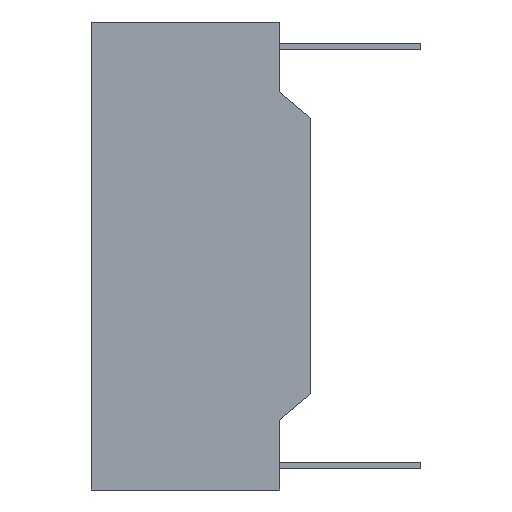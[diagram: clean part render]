
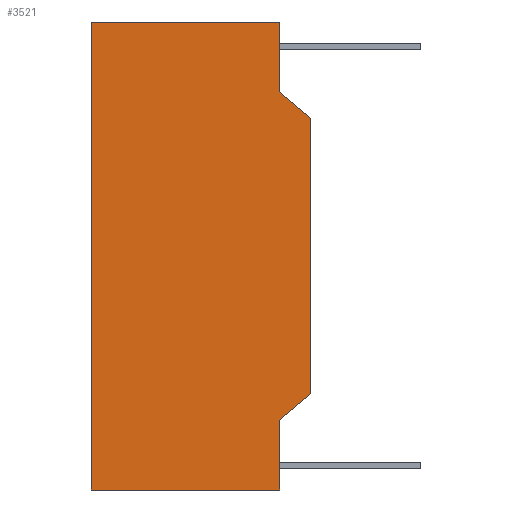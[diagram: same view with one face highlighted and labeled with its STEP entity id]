
A CAD part, left-side view. The second image highlights one B-rep face of the part: STEP entity #3521.
In plain terms, the highlighted planar face has unit normal (-1, 0, 0).
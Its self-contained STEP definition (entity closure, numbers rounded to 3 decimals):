
#46 = EDGE_CURVE ( 'NONE', #1377, #24830, #3068, .T. ) ;
#282 = DIRECTION ( 'NONE',  ( 0., 0., -1. ) ) ;
#283 = ORIENTED_EDGE ( 'NONE', *, *, #6610, .T. ) ;
#1219 = EDGE_CURVE ( 'NONE', #3224, #24830, #26417, .T. ) ;
#1309 = CARTESIAN_POINT ( 'NONE',  ( -12.5, 0., -8.51 ) ) ;
#1377 = VERTEX_POINT ( 'NONE', #9104 ) ;
#2034 = DIRECTION ( 'NONE',  ( 0., 0., -1. ) ) ;
#2902 = DIRECTION ( 'NONE',  ( -1., 0., 0. ) ) ;
#2979 = LINE ( 'NONE', #9588, #19364 ) ;
#3068 = LINE ( 'NONE', #21475, #8118 ) ;
#3224 = VERTEX_POINT ( 'NONE', #1309 ) ;
#3521 = ADVANCED_FACE ( 'NONE', ( #17450 ), #19922, .T. ) ;
#3685 = VECTOR ( 'NONE', #4308, 1000. ) ;
#4263 = EDGE_CURVE ( 'NONE', #15474, #3224, #5987, .T. ) ;
#4308 = DIRECTION ( 'NONE',  ( 0., -1., 0. ) ) ;
#4794 = LINE ( 'NONE', #24985, #26219 ) ;
#5232 = CARTESIAN_POINT ( 'NONE',  ( -12.5, -6.86, 8.51 ) ) ;
#5259 = LINE ( 'NONE', #25155, #16669 ) ;
#5952 = CARTESIAN_POINT ( 'NONE',  ( -12.5, -6.86, 5.967 ) ) ;
#5987 = LINE ( 'NONE', #10452, #22370 ) ;
#6610 = EDGE_CURVE ( 'NONE', #26344, #15474, #10992, .T. ) ;
#8118 = VECTOR ( 'NONE', #282, 1000. ) ;
#8249 = EDGE_CURVE ( 'NONE', #26344, #25442, #4794, .T. ) ;
#9074 = CARTESIAN_POINT ( 'NONE',  ( -12.5, 0., 8.51 ) ) ;
#9104 = CARTESIAN_POINT ( 'NONE',  ( -12.5, -6.86, -5.967 ) ) ;
#9384 = EDGE_CURVE ( 'NONE', #1377, #22531, #20082, .T. ) ;
#9588 = CARTESIAN_POINT ( 'NONE',  ( -12.5, -8., 5.01 ) ) ;
#9763 = ORIENTED_EDGE ( 'NONE', *, *, #9384, .T. ) ;
#9811 = CARTESIAN_POINT ( 'NONE',  ( -12.5, -8., -5.01 ) ) ;
#10129 = AXIS2_PLACEMENT_3D ( 'NONE', #15704, #2902, #17873 ) ;
#10339 = DIRECTION ( 'NONE',  ( 0., 1., 0. ) ) ;
#10452 = CARTESIAN_POINT ( 'NONE',  ( -12.5, 0., 0. ) ) ;
#10992 = LINE ( 'NONE', #20902, #21667 ) ;
#11693 = EDGE_LOOP ( 'NONE', ( #17414, #23631, #9763, #27371, #22757, #16533, #283, #15246 ) ) ;
#13666 = CARTESIAN_POINT ( 'NONE',  ( -12.5, -6.86, -5.967 ) ) ;
#13863 = EDGE_CURVE ( 'NONE', #22531, #24590, #5259, .T. ) ;
#15246 = ORIENTED_EDGE ( 'NONE', *, *, #4263, .T. ) ;
#15380 = CARTESIAN_POINT ( 'NONE',  ( -12.5, -8., 5.01 ) ) ;
#15474 = VERTEX_POINT ( 'NONE', #9074 ) ;
#15704 = CARTESIAN_POINT ( 'NONE',  ( -12.5, -8., 0. ) ) ;
#16533 = ORIENTED_EDGE ( 'NONE', *, *, #8249, .F. ) ;
#16669 = VECTOR ( 'NONE', #27307, 1000. ) ;
#17414 = ORIENTED_EDGE ( 'NONE', *, *, #1219, .T. ) ;
#17450 = FACE_OUTER_BOUND ( 'NONE', #11693, .T. ) ;
#17873 = DIRECTION ( 'NONE',  ( 0., 0., 1. ) ) ;
#18173 = CARTESIAN_POINT ( 'NONE',  ( -12.5, -6.86, -8.51 ) ) ;
#19364 = VECTOR ( 'NONE', #24506, 1000. ) ;
#19409 = VECTOR ( 'NONE', #22183, 1000. ) ;
#19922 = PLANE ( 'NONE',  #10129 ) ;
#20082 = LINE ( 'NONE', #13666, #19409 ) ;
#20902 = CARTESIAN_POINT ( 'NONE',  ( -12.5, -8., 8.51 ) ) ;
#21436 = EDGE_CURVE ( 'NONE', #24590, #25442, #2979, .T. ) ;
#21475 = CARTESIAN_POINT ( 'NONE',  ( -12.5, -6.86, -8.51 ) ) ;
#21667 = VECTOR ( 'NONE', #10339, 1000. ) ;
#22183 = DIRECTION ( 'NONE',  ( 0., -0.766, 0.643 ) ) ;
#22370 = VECTOR ( 'NONE', #2034, 1000. ) ;
#22531 = VERTEX_POINT ( 'NONE', #9811 ) ;
#22757 = ORIENTED_EDGE ( 'NONE', *, *, #21436, .T. ) ;
#23631 = ORIENTED_EDGE ( 'NONE', *, *, #46, .F. ) ;
#23668 = CARTESIAN_POINT ( 'NONE',  ( -12.5, -8., -8.51 ) ) ;
#24506 = DIRECTION ( 'NONE',  ( 0., 0.766, 0.643 ) ) ;
#24590 = VERTEX_POINT ( 'NONE', #15380 ) ;
#24830 = VERTEX_POINT ( 'NONE', #18173 ) ;
#24985 = CARTESIAN_POINT ( 'NONE',  ( -12.5, -6.86, -8.51 ) ) ;
#25155 = CARTESIAN_POINT ( 'NONE',  ( -12.5, -8., 0. ) ) ;
#25442 = VERTEX_POINT ( 'NONE', #5952 ) ;
#26219 = VECTOR ( 'NONE', #27134, 1000. ) ;
#26344 = VERTEX_POINT ( 'NONE', #5232 ) ;
#26417 = LINE ( 'NONE', #23668, #3685 ) ;
#27134 = DIRECTION ( 'NONE',  ( 0., 0., -1. ) ) ;
#27307 = DIRECTION ( 'NONE',  ( 0., 0., 1. ) ) ;
#27371 = ORIENTED_EDGE ( 'NONE', *, *, #13863, .T. ) ;
